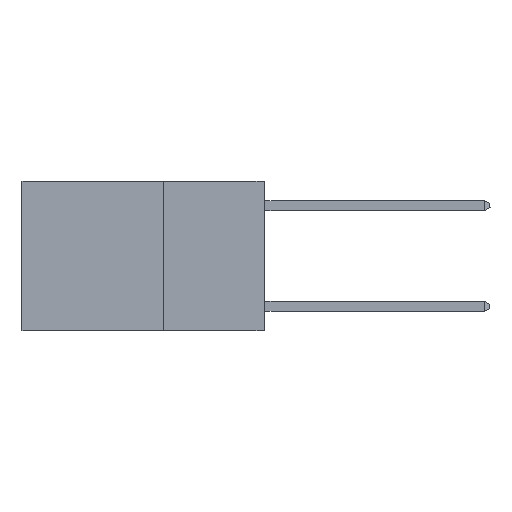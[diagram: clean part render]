
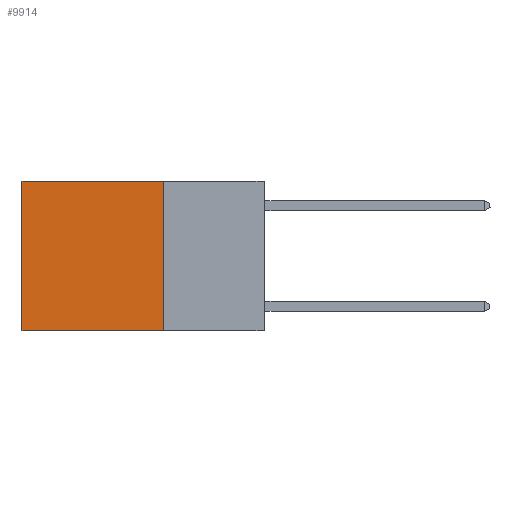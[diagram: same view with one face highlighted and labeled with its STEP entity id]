
A CAD part, left-side view. The second image highlights one B-rep face of the part: STEP entity #9914.
In plain terms, the highlighted planar face has unit normal (-1, 0, 0).
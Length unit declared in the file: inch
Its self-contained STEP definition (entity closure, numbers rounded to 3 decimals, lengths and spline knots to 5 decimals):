
#543 = ORIENTED_EDGE ( 'NONE', *, *, #17310, .T. ) ;
#1706 = ORIENTED_EDGE ( 'NONE', *, *, #25184, .T. ) ;
#1915 = VERTEX_POINT ( 'NONE', #4328 ) ;
#2497 = VERTEX_POINT ( 'NONE', #25346 ) ;
#2927 = CARTESIAN_POINT ( 'NONE',  ( 0.2625, 0.6, 0. ) ) ;
#3104 = CARTESIAN_POINT ( 'NONE',  ( 0.2625, 0.25, -0.37 ) ) ;
#4057 = CARTESIAN_POINT ( 'NONE',  ( 0.2625, 0.25, -0.37 ) ) ;
#4328 = CARTESIAN_POINT ( 'NONE',  ( 0.2625, 0.6, -0.37 ) ) ;
#5938 = LINE ( 'NONE', #9972, #13307 ) ;
#5971 = VERTEX_POINT ( 'NONE', #4057 ) ;
#7563 = DIRECTION ( 'NONE',  ( 1., 0., 0. ) ) ;
#7718 = LINE ( 'NONE', #17239, #20849 ) ;
#8622 = VERTEX_POINT ( 'NONE', #24494 ) ;
#9031 = EDGE_CURVE ( 'NONE', #2497, #5971, #5938, .T. ) ;
#9639 = DIRECTION ( 'NONE',  ( 0., 0., -1. ) ) ;
#9724 = PLANE ( 'NONE',  #15595 ) ;
#9914 = ADVANCED_FACE ( 'NONE', ( #24193 ), #9724, .F. ) ;
#9972 = CARTESIAN_POINT ( 'NONE',  ( 0.2625, 0.25, 0. ) ) ;
#13307 = VECTOR ( 'NONE', #26411, 39.37008 ) ;
#13512 = DIRECTION ( 'NONE',  ( 0., 1., 0. ) ) ;
#13762 = DIRECTION ( 'NONE',  ( 0., 0., -1. ) ) ;
#15144 = LINE ( 'NONE', #3104, #21547 ) ;
#15595 = AXIS2_PLACEMENT_3D ( 'NONE', #21873, #7563, #9639 ) ;
#15964 = EDGE_CURVE ( 'NONE', #5971, #1915, #15144, .T. ) ;
#17239 = CARTESIAN_POINT ( 'NONE',  ( 0.2625, 0.25, 0. ) ) ;
#17310 = EDGE_CURVE ( 'NONE', #2497, #8622, #7718, .T. ) ;
#17618 = VECTOR ( 'NONE', #13762, 39.37008 ) ;
#19062 = ORIENTED_EDGE ( 'NONE', *, *, #15964, .F. ) ;
#19265 = EDGE_LOOP ( 'NONE', ( #1706, #19062, #21616, #543 ) ) ;
#20849 = VECTOR ( 'NONE', #23590, 39.37008 ) ;
#21547 = VECTOR ( 'NONE', #13512, 39.37008 ) ;
#21616 = ORIENTED_EDGE ( 'NONE', *, *, #9031, .F. ) ;
#21873 = CARTESIAN_POINT ( 'NONE',  ( 0.2625, 0.25, 0. ) ) ;
#22421 = LINE ( 'NONE', #2927, #17618 ) ;
#23590 = DIRECTION ( 'NONE',  ( 0., 1., 0. ) ) ;
#24193 = FACE_OUTER_BOUND ( 'NONE', #19265, .T. ) ;
#24494 = CARTESIAN_POINT ( 'NONE',  ( 0.2625, 0.6, 0. ) ) ;
#25184 = EDGE_CURVE ( 'NONE', #8622, #1915, #22421, .T. ) ;
#25346 = CARTESIAN_POINT ( 'NONE',  ( 0.2625, 0.25, 0. ) ) ;
#26411 = DIRECTION ( 'NONE',  ( 0., 0., -1. ) ) ;
